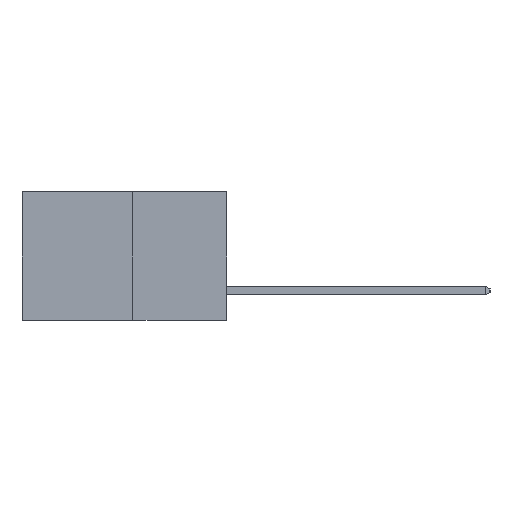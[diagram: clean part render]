
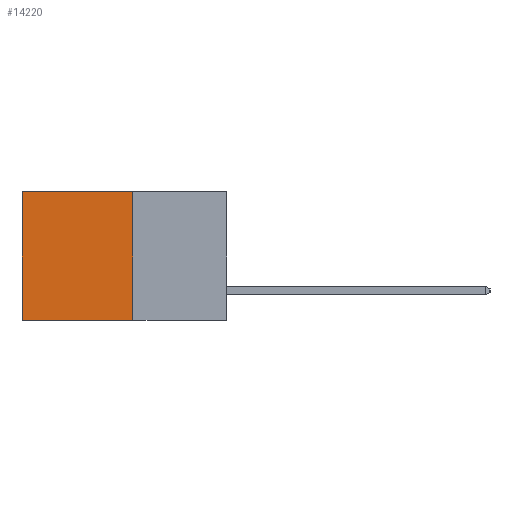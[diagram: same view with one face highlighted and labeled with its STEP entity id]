
A CAD part, left-side view. The second image highlights one B-rep face of the part: STEP entity #14220.
In plain terms, the highlighted planar face has unit normal (-1, 0, 0).
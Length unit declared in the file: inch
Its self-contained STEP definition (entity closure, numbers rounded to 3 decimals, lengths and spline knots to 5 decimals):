
#123 = LINE ( 'NONE', #4636, #9038 ) ;
#234 = EDGE_CURVE ( 'NONE', #12186, #1496, #1713, .T. ) ;
#285 = VECTOR ( 'NONE', #3475, 39.37008 ) ;
#884 = PLANE ( 'NONE',  #7855 ) ;
#1496 = VERTEX_POINT ( 'NONE', #14173 ) ;
#1713 = LINE ( 'NONE', #1922, #6780 ) ;
#1794 = CARTESIAN_POINT ( 'NONE',  ( 0.277, 0.27, -0.37 ) ) ;
#1922 = CARTESIAN_POINT ( 'NONE',  ( 0.277, 0.59, -0.37 ) ) ;
#1989 = DIRECTION ( 'NONE',  ( 0., 0., -1. ) ) ;
#2086 = EDGE_CURVE ( 'NONE', #4851, #12186, #123, .T. ) ;
#2105 = DIRECTION ( 'NONE',  ( 0., 0., -1. ) ) ;
#2248 = CARTESIAN_POINT ( 'NONE',  ( 0.277, 0.27, -0.37 ) ) ;
#2655 = ORIENTED_EDGE ( 'NONE', *, *, #234, .T. ) ;
#2717 = EDGE_CURVE ( 'NONE', #4851, #3158, #12040, .T. ) ;
#3016 = ORIENTED_EDGE ( 'NONE', *, *, #2086, .T. ) ;
#3158 = VERTEX_POINT ( 'NONE', #2248 ) ;
#3475 = DIRECTION ( 'NONE',  ( 0., 1., 0. ) ) ;
#3934 = CARTESIAN_POINT ( 'NONE',  ( 0.277, 0.27, -0.37 ) ) ;
#4636 = CARTESIAN_POINT ( 'NONE',  ( 0.277, 0.27, 0. ) ) ;
#4851 = VERTEX_POINT ( 'NONE', #7901 ) ;
#5121 = CARTESIAN_POINT ( 'NONE',  ( 0.277, 0.59, 0. ) ) ;
#5233 = DIRECTION ( 'NONE',  ( 0., 1., 0. ) ) ;
#5522 = ORIENTED_EDGE ( 'NONE', *, *, #2717, .F. ) ;
#6780 = VECTOR ( 'NONE', #1989, 39.37008 ) ;
#7325 = EDGE_LOOP ( 'NONE', ( #2655, #7819, #5522, #3016 ) ) ;
#7818 = CARTESIAN_POINT ( 'NONE',  ( 0.277, 0.27, -0.37 ) ) ;
#7819 = ORIENTED_EDGE ( 'NONE', *, *, #8358, .F. ) ;
#7855 = AXIS2_PLACEMENT_3D ( 'NONE', #7818, #8967, #2105 ) ;
#7901 = CARTESIAN_POINT ( 'NONE',  ( 0.277, 0.27, 0. ) ) ;
#7927 = FACE_OUTER_BOUND ( 'NONE', #7325, .T. ) ;
#8358 = EDGE_CURVE ( 'NONE', #3158, #1496, #9887, .T. ) ;
#8967 = DIRECTION ( 'NONE',  ( 1., 0., 0. ) ) ;
#9038 = VECTOR ( 'NONE', #5233, 39.37008 ) ;
#9121 = DIRECTION ( 'NONE',  ( 0., 0., -1. ) ) ;
#9200 = VECTOR ( 'NONE', #9121, 39.37008 ) ;
#9887 = LINE ( 'NONE', #3934, #285 ) ;
#12040 = LINE ( 'NONE', #1794, #9200 ) ;
#12186 = VERTEX_POINT ( 'NONE', #5121 ) ;
#14173 = CARTESIAN_POINT ( 'NONE',  ( 0.277, 0.59, -0.37 ) ) ;
#14220 = ADVANCED_FACE ( 'NONE', ( #7927 ), #884, .F. ) ;
